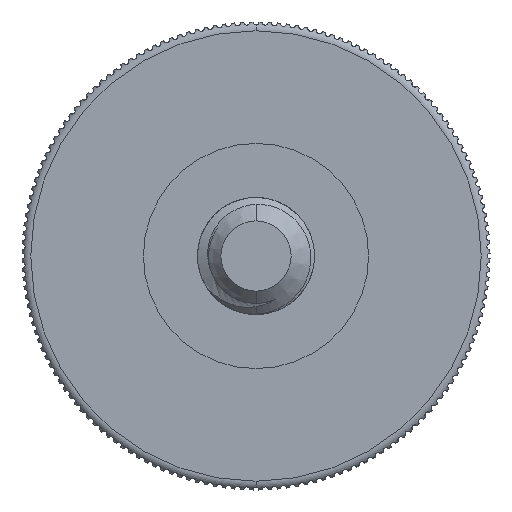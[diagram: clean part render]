
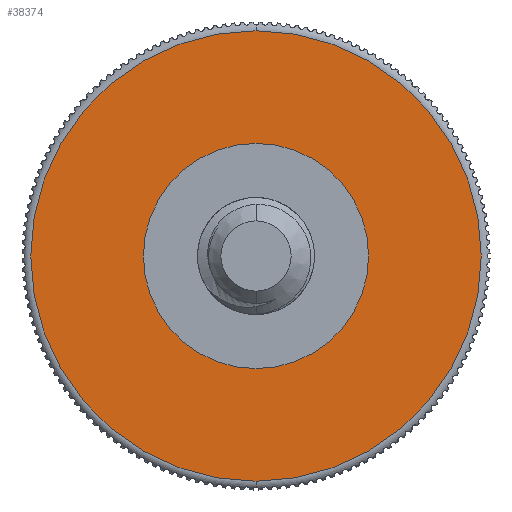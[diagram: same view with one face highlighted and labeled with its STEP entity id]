
A CAD part, front view. The second image highlights one B-rep face of the part: STEP entity #38374.
In plain terms, the highlighted planar face has unit normal (0, -1, 0).
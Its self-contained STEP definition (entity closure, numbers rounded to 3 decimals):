
#1294 = AXIS2_PLACEMENT_3D ( 'NONE', #7634, #20216, #4605 ) ;
#2048 = CARTESIAN_POINT ( 'NONE',  ( 0., 6., -3.85 ) ) ;
#4292 = PLANE ( 'NONE',  #10614 ) ;
#4605 = DIRECTION ( 'NONE',  ( 0., 0., -1. ) ) ;
#4698 = CIRCLE ( 'NONE', #14766, 3.85 ) ;
#4765 = ORIENTED_EDGE ( 'NONE', *, *, #18817, .F. ) ;
#6737 = CIRCLE ( 'NONE', #14120, 7.7 ) ;
#6799 = AXIS2_PLACEMENT_3D ( 'NONE', #25058, #19138, #34405 ) ;
#7112 = EDGE_CURVE ( 'NONE', #15373, #30244, #10170, .T. ) ;
#7364 = DIRECTION ( 'NONE',  ( 0., 0., -1. ) ) ;
#7634 = CARTESIAN_POINT ( 'NONE',  ( 0., 6., 0. ) ) ;
#8215 = EDGE_CURVE ( 'NONE', #30244, #15373, #6737, .T. ) ;
#10170 = CIRCLE ( 'NONE', #6799, 7.7 ) ;
#10322 = DIRECTION ( 'NONE',  ( 0., 0., -1. ) ) ;
#10614 = AXIS2_PLACEMENT_3D ( 'NONE', #35421, #13589, #10322 ) ;
#11752 = CARTESIAN_POINT ( 'NONE',  ( 0., 6., 3.85 ) ) ;
#12491 = FACE_OUTER_BOUND ( 'NONE', #26780, .T. ) ;
#13589 = DIRECTION ( 'NONE',  ( 0., -1., 0. ) ) ;
#14120 = AXIS2_PLACEMENT_3D ( 'NONE', #26275, #35737, #7364 ) ;
#14766 = AXIS2_PLACEMENT_3D ( 'NONE', #30565, #27538, #18066 ) ;
#15373 = VERTEX_POINT ( 'NONE', #20815 ) ;
#17119 = EDGE_LOOP ( 'NONE', ( #4765, #34945 ) ) ;
#18066 = DIRECTION ( 'NONE',  ( 0., 0., -1. ) ) ;
#18817 = EDGE_CURVE ( 'NONE', #18979, #27463, #21930, .T. ) ;
#18979 = VERTEX_POINT ( 'NONE', #2048 ) ;
#19138 = DIRECTION ( 'NONE',  ( 0., -1., 0. ) ) ;
#20216 = DIRECTION ( 'NONE',  ( 0., -1., 0. ) ) ;
#20815 = CARTESIAN_POINT ( 'NONE',  ( 0., 6., 7.7 ) ) ;
#21850 = EDGE_CURVE ( 'NONE', #27463, #18979, #4698, .T. ) ;
#21930 = CIRCLE ( 'NONE', #1294, 3.85 ) ;
#21960 = CARTESIAN_POINT ( 'NONE',  ( 0., 6., -7.7 ) ) ;
#25046 = ORIENTED_EDGE ( 'NONE', *, *, #8215, .T. ) ;
#25058 = CARTESIAN_POINT ( 'NONE',  ( 0., 6., 0. ) ) ;
#26275 = CARTESIAN_POINT ( 'NONE',  ( 0., 6., 0. ) ) ;
#26780 = EDGE_LOOP ( 'NONE', ( #25046, #28936 ) ) ;
#27463 = VERTEX_POINT ( 'NONE', #11752 ) ;
#27538 = DIRECTION ( 'NONE',  ( 0., -1., 0. ) ) ;
#28936 = ORIENTED_EDGE ( 'NONE', *, *, #7112, .T. ) ;
#30244 = VERTEX_POINT ( 'NONE', #21960 ) ;
#30565 = CARTESIAN_POINT ( 'NONE',  ( 0., 6., 0. ) ) ;
#32608 = FACE_BOUND ( 'NONE', #17119, .T. ) ;
#34405 = DIRECTION ( 'NONE',  ( 0., 0., -1. ) ) ;
#34945 = ORIENTED_EDGE ( 'NONE', *, *, #21850, .F. ) ;
#35421 = CARTESIAN_POINT ( 'NONE',  ( 8., 6., 0. ) ) ;
#35737 = DIRECTION ( 'NONE',  ( 0., -1., 0. ) ) ;
#38374 = ADVANCED_FACE ( 'NONE', ( #12491, #32608 ), #4292, .T. ) ;
